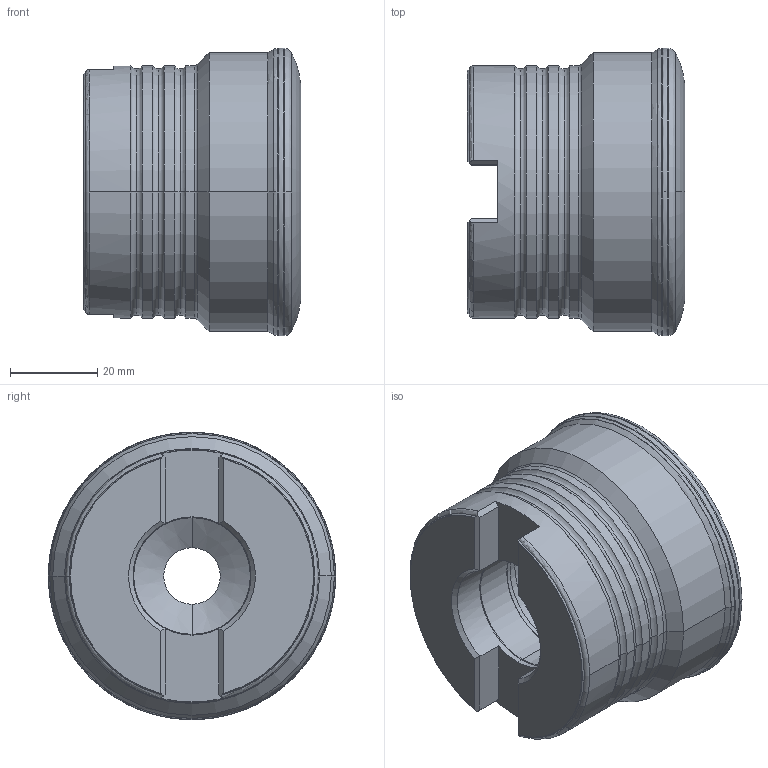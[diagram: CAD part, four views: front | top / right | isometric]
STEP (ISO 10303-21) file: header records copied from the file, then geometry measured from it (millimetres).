
FILE_DESCRIPTION (( 'STEP AP214' ), '1' );
FILE_NAME ('00PP-066-545-5.STEP', '2011-10-12T13:29:55', ( '' ), ( '' ), 'SwSTEP 2.0', 'SolidWorks 2010', '' );
FILE_SCHEMA (( 'AUTOMOTIVE_DESIGN' ));
Length unit declared in the file: millimetre
Products named in the file (1): 00PP-066-545-5
Bounding box: 49.95 x 65.97 x 65.97 mm (x, y, z)
Volume: 120207.1 mm3; surface area: 18986.1 mm2
Topology: 1 solids, 1 shells, 110 faces, 258 edges, 153 vertices
Faces by surface type: torus 30, cylinder 22, plane 21, cone 19, bspline 18
Entity records: 3631 total; most frequent: CARTESIAN_POINT 1112, DIRECTION 557, ORIENTED_EDGE 516, EDGE_CURVE 258, AXIS2_PLACEMENT_3D 244, VERTEX_POINT 153, CIRCLE 151, EDGE_LOOP 115
